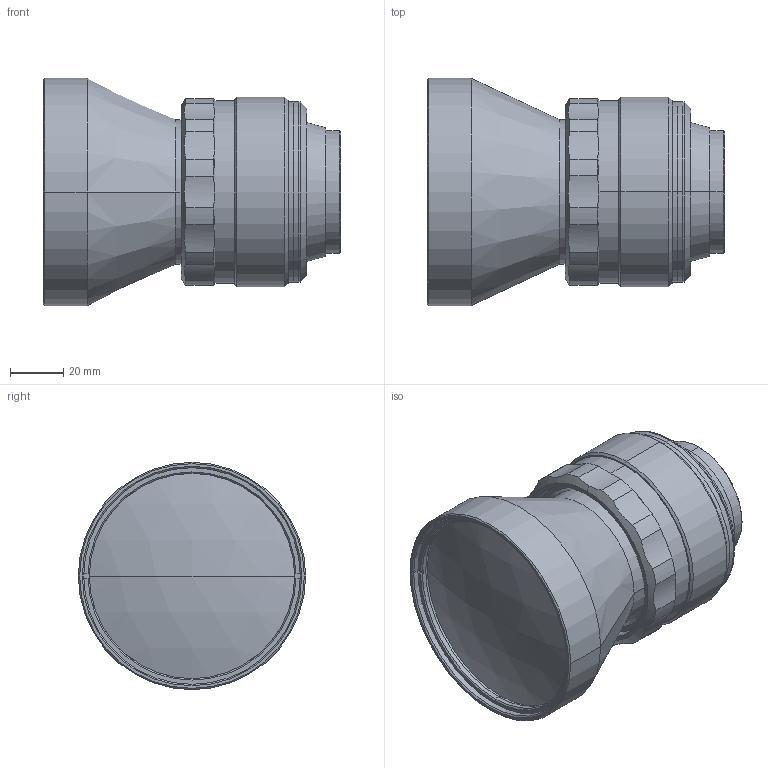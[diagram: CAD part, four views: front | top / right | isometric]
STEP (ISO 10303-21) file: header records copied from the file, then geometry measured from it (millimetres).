
FILE_DESCRIPTION (( 'STEP AP203' ), '1' );
FILE_NAME ('DP71294_LW07514 __Wd 750 mm.step', '2020-01-17T13:21:43', ( '' ), ( '' ), 'SwSTEP 2.0', 'SolidWorks 2018', '' );
FILE_SCHEMA (( 'CONFIG_CONTROL_DESIGN' ));
Length unit declared in the file: millimetre
Products named in the file (2): DP71294_LW07514 __Wd 750 mm
Bounding box: 111.09 x 85 x 85 mm (x, y, z)
Surface area: 47874.1 mm2 (no closed solid volume)
Topology: 0 solids, 14 shells, 117 faces, 351 edges, 247 vertices
Faces by surface type: cylinder 58, cone 35, plane 20, sphere 4
Entity records: 4480 total; most frequent: CARTESIAN_POINT 1139, DIRECTION 710, ORIENTED_EDGE 576, EDGE_CURVE 351, AXIS2_PLACEMENT_3D 282, VERTEX_POINT 247, CIRCLE 163, VECTOR 146
